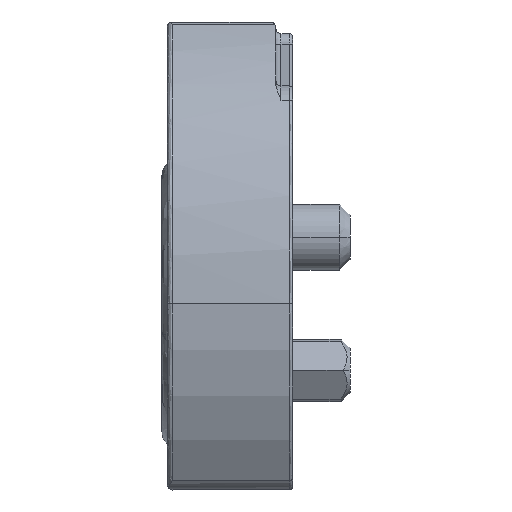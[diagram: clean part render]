
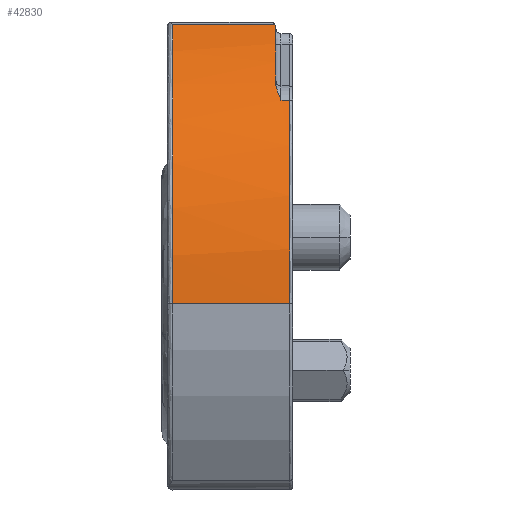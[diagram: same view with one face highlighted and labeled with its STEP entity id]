
A CAD part, left-side view. The second image highlights one B-rep face of the part: STEP entity #42830.
In plain terms, the highlighted cylindrical face has radius 7.618 mm (diameter 15.235 mm), a partial arc.
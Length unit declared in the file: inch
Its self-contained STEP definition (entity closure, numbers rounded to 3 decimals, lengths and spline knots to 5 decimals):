
#360 = VERTEX_POINT ( 'NONE', #45172 ) ;
#478 = VERTEX_POINT ( 'NONE', #45207 ) ;
#4749 = B_SPLINE_CURVE_WITH_KNOTS ( 'NONE', 3,
 ( #54748, #54744, #54750, #54751 ),
 .UNSPECIFIED., .F., .F.,
 ( 4, 4 ),
 ( 0., 0.00013 ),
 .UNSPECIFIED. ) ;
#4750 = B_SPLINE_CURVE_WITH_KNOTS ( 'NONE', 3,
 ( #54752, #54753, #54758, #54759, #54760, #54761 ),
 .UNSPECIFIED., .F., .F.,
 ( 4, 2, 4 ),
 ( 0., 0.5, 1. ),
 .UNSPECIFIED. ) ;
#8535 = ORIENTED_EDGE ( 'NONE', *, *, #38613, .F. ) ;
#8536 = ORIENTED_EDGE ( 'NONE', *, *, #38612, .T. ) ;
#8537 = ORIENTED_EDGE ( 'NONE', *, *, #38611, .T. ) ;
#8538 = ORIENTED_EDGE ( 'NONE', *, *, #38610, .F. ) ;
#8539 = ORIENTED_EDGE ( 'NONE', *, *, #38609, .F. ) ;
#8540 = ORIENTED_EDGE ( 'NONE', *, *, #38608, .T. ) ;
#8541 = ORIENTED_EDGE ( 'NONE', *, *, #38607, .T. ) ;
#8542 = ORIENTED_EDGE ( 'NONE', *, *, #38606, .T. ) ;
#10992 = VERTEX_POINT ( 'NONE', #52190 ) ;
#11172 = VERTEX_POINT ( 'NONE', #52368 ) ;
#13725 = VERTEX_POINT ( 'NONE', #52846 ) ;
#13970 = VERTEX_POINT ( 'NONE', #52961 ) ;
#14174 = VERTEX_POINT ( 'NONE', #53054 ) ;
#14965 = AXIS2_PLACEMENT_3D ( 'NONE', #54754, #54755, #54756 ) ;
#14969 = AXIS2_PLACEMENT_3D ( 'NONE', #54765, #54766, #54767 ) ;
#14972 = AXIS2_PLACEMENT_3D ( 'NONE', #54771, #54772, #54773 ) ;
#23783 = CIRCLE ( 'NONE', #14969, 0.29991 ) ;
#23822 = LINE ( 'NONE', #54739, #23824 ) ;
#23824 = VECTOR ( 'NONE', #54740, 39.37008 ) ;
#23825 = CIRCLE ( 'NONE', #14965, 0.29991 ) ;
#23826 = LINE ( 'NONE', #54762, #23828 ) ;
#23828 = VECTOR ( 'NONE', #54763, 39.37008 ) ;
#23829 = LINE ( 'NONE', #54749, #23831 ) ;
#23830 = CIRCLE ( 'NONE', #14972, 0.29991 ) ;
#23831 = VECTOR ( 'NONE', #54757, 39.37008 ) ;
#30658 = EDGE_LOOP ( 'NONE', ( #8535, #8536, #8537, #8538, #8539, #8540, #8541, #8542 ) ) ;
#38606 = EDGE_CURVE ( 'NONE', #13970, #11172, #23822, .T. ) ;
#38607 = EDGE_CURVE ( 'NONE', #478, #13970, #4749, .T. ) ;
#38608 = EDGE_CURVE ( 'NONE', #14174, #478, #23825, .T. ) ;
#38609 = EDGE_CURVE ( 'NONE', #14174, #10992, #4750, .T. ) ;
#38610 = EDGE_CURVE ( 'NONE', #10992, #13725, #23826, .T. ) ;
#38611 = EDGE_CURVE ( 'NONE', #360, #13725, #23783, .T. ) ;
#38612 = EDGE_CURVE ( 'NONE', #39544, #360, #23829, .T. ) ;
#38613 = EDGE_CURVE ( 'NONE', #39544, #11172, #23830, .T. ) ;
#39544 = VERTEX_POINT ( 'NONE', #56085 ) ;
#42830 = ADVANCED_FACE ( 'NONE', ( #46293 ), #46302, .T. ) ;
#45172 = CARTESIAN_POINT ( 'NONE',  ( 1.54864, -0.115, 0.65888 ) ) ;
#45207 = CARTESIAN_POINT ( 'NONE',  ( 1.69906, -0.102, 0.91888 ) ) ;
#45545 = AXIS2_PLACEMENT_3D ( 'NONE', #47151, #47152, #47161 ) ;
#46293 = FACE_OUTER_BOUND ( 'NONE', #30658, .T. ) ;
#46302 = CYLINDRICAL_SURFACE ( 'NONE', #45545, 0.29991 ) ;
#47151 = CARTESIAN_POINT ( 'NONE',  ( 1.84854, -0.118, 0.65888 ) ) ;
#47152 = DIRECTION ( 'NONE',  ( 0., -1., 0. ) ) ;
#47161 = DIRECTION ( 'NONE',  ( -1., 0., 0. ) ) ;
#52190 = CARTESIAN_POINT ( 'NONE',  ( 1.61757, -0.107, 0.85018 ) ) ;
#52368 = CARTESIAN_POINT ( 'NONE',  ( 1.70351, -0.005, 0.92139 ) ) ;
#52846 = CARTESIAN_POINT ( 'NONE',  ( 1.61757, -0.115, 0.85018 ) ) ;
#52961 = CARTESIAN_POINT ( 'NONE',  ( 1.70351, -0.10126, 0.92139 ) ) ;
#53054 = CARTESIAN_POINT ( 'NONE',  ( 1.63186, -0.102, 0.86623 ) ) ;
#54739 = CARTESIAN_POINT ( 'NONE',  ( 1.70351, -0.118, 0.92139 ) ) ;
#54740 = DIRECTION ( 'NONE',  ( 0., 1., 0. ) ) ;
#54744 = CARTESIAN_POINT ( 'NONE',  ( 1.70057, -0.102, 0.91975 ) ) ;
#54748 = CARTESIAN_POINT ( 'NONE',  ( 1.69906, -0.102, 0.91888 ) ) ;
#54749 = CARTESIAN_POINT ( 'NONE',  ( 1.54864, -0.118, 0.65888 ) ) ;
#54750 = CARTESIAN_POINT ( 'NONE',  ( 1.70205, -0.10176, 0.92058 ) ) ;
#54751 = CARTESIAN_POINT ( 'NONE',  ( 1.70351, -0.10126, 0.92139 ) ) ;
#54752 = CARTESIAN_POINT ( 'NONE',  ( 1.63186, -0.102, 0.86623 ) ) ;
#54753 = CARTESIAN_POINT ( 'NONE',  ( 1.62991, -0.102, 0.8642 ) ) ;
#54754 = CARTESIAN_POINT ( 'NONE',  ( 1.84854, -0.102, 0.65888 ) ) ;
#54755 = DIRECTION ( 'NONE',  ( 0., 1., 0. ) ) ;
#54756 = DIRECTION ( 'NONE',  ( -1., 0., 0. ) ) ;
#54757 = DIRECTION ( 'NONE',  ( 0., -1., 0. ) ) ;
#54758 = CARTESIAN_POINT ( 'NONE',  ( 1.62769, -0.10253, 0.86184 ) ) ;
#54759 = CARTESIAN_POINT ( 'NONE',  ( 1.62291, -0.10434, 0.8565 ) ) ;
#54760 = CARTESIAN_POINT ( 'NONE',  ( 1.62037, -0.10561, 0.85357 ) ) ;
#54761 = CARTESIAN_POINT ( 'NONE',  ( 1.61757, -0.107, 0.85018 ) ) ;
#54762 = CARTESIAN_POINT ( 'NONE',  ( 1.61757, -0.118, 0.85018 ) ) ;
#54763 = DIRECTION ( 'NONE',  ( 0., -1., 0. ) ) ;
#54765 = CARTESIAN_POINT ( 'NONE',  ( 1.84854, -0.115, 0.65888 ) ) ;
#54766 = DIRECTION ( 'NONE',  ( 0., 1., 0. ) ) ;
#54767 = DIRECTION ( 'NONE',  ( -1., 0., 0. ) ) ;
#54771 = CARTESIAN_POINT ( 'NONE',  ( 1.84854, -0.005, 0.65888 ) ) ;
#54772 = DIRECTION ( 'NONE',  ( 0., 1., 0. ) ) ;
#54773 = DIRECTION ( 'NONE',  ( -1., 0., 0. ) ) ;
#56085 = CARTESIAN_POINT ( 'NONE',  ( 1.54864, -0.005, 0.65888 ) ) ;
